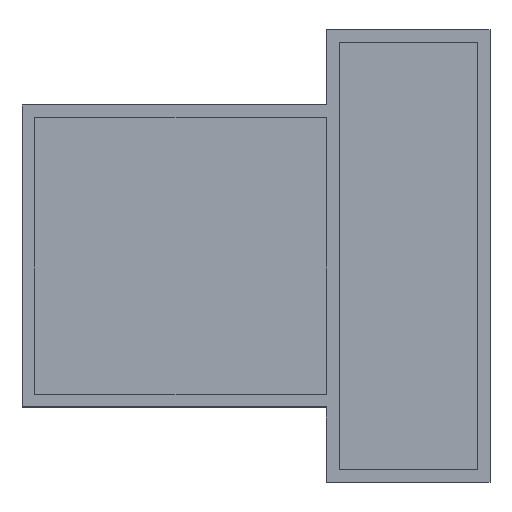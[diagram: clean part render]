
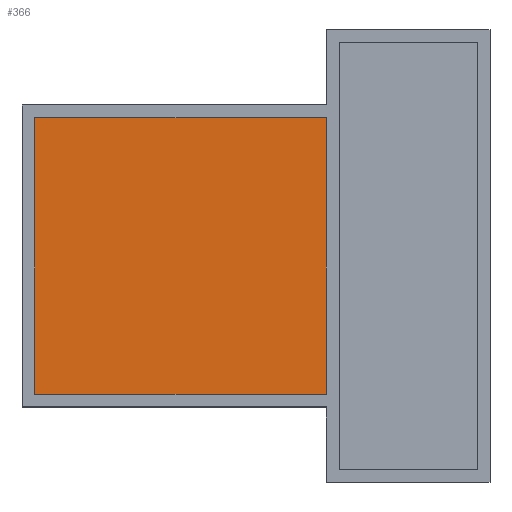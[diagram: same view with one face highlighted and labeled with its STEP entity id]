
A CAD part, top view. The second image highlights one B-rep face of the part: STEP entity #366.
In plain terms, the highlighted planar face has unit normal (0, 0, 1).
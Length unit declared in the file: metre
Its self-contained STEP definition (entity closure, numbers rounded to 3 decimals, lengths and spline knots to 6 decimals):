
#100=ORIENTED_EDGE('',*,*,#151,.T.);
#101=ORIENTED_EDGE('',*,*,#116,.T.);
#102=ORIENTED_EDGE('',*,*,#154,.F.);
#103=ORIENTED_EDGE('',*,*,#155,.T.);
#116=EDGE_CURVE('',#164,#165,#196,.T.);
#151=EDGE_CURVE('',#186,#164,#231,.T.);
#154=EDGE_CURVE('',#187,#165,#234,.T.);
#155=EDGE_CURVE('',#187,#186,#235,.T.);
#164=VERTEX_POINT('',#512);
#165=VERTEX_POINT('',#513);
#186=VERTEX_POINT('',#581);
#187=VERTEX_POINT('',#585);
#196=LINE('',#511,#244);
#231=LINE('',#580,#279);
#234=LINE('',#586,#282);
#235=LINE('',#588,#283);
#244=VECTOR('',#417,1.);
#279=VECTOR('',#476,1.);
#282=VECTOR('',#481,1.);
#283=VECTOR('',#484,1.);
#304=EDGE_LOOP('',(#100,#101,#102,#103));
#326=FACE_BOUND('',#304,.T.);
#346=PLANE('',#399);
#366=ADVANCED_FACE('',(#326),#346,.F.);
#399=AXIS2_PLACEMENT_3D('',#590,#487,#488);
#417=DIRECTION('',(1.,0.,0.));
#476=DIRECTION('',(0.,-1.,0.));
#481=DIRECTION('',(0.,-1.,0.));
#484=DIRECTION('',(-1.,0.,0.));
#487=DIRECTION('',(0.,0.,-1.));
#488=DIRECTION('',(-1.,0.,0.));
#511=CARTESIAN_POINT('',(0.057823,0.000017,0.));
#512=CARTESIAN_POINT('',(-0.000177,0.000017,0.));
#513=CARTESIAN_POINT('',(0.115823,0.000017,0.));
#580=CARTESIAN_POINT('',(-0.000177,0.110019,0.));
#581=CARTESIAN_POINT('',(-0.000177,0.110017,0.));
#585=CARTESIAN_POINT('',(0.115823,0.110017,0.));
#586=CARTESIAN_POINT('',(0.115823,0.110019,0.));
#588=CARTESIAN_POINT('',(0.057823,0.110017,0.));
#590=CARTESIAN_POINT('',(0.057823,0.110019,0.));
